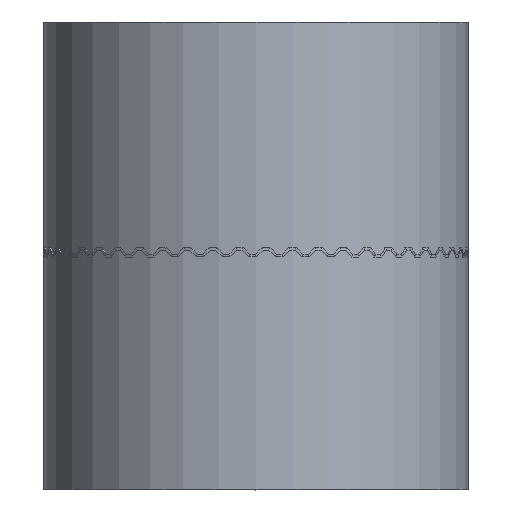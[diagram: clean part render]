
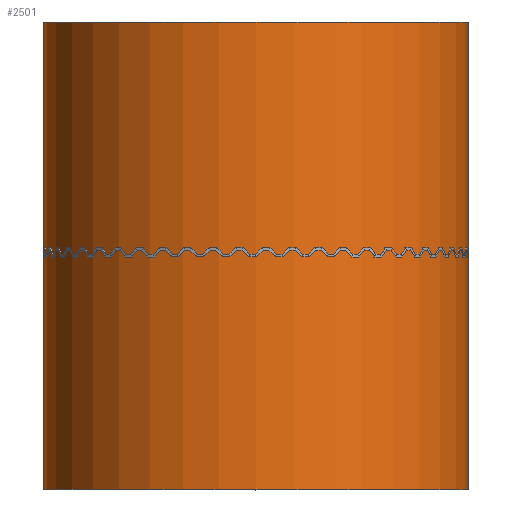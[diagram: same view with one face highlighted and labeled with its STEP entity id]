
A CAD part, top view. The second image highlights one B-rep face of the part: STEP entity #2501.
In plain terms, the highlighted cylindrical face has radius 318.31 mm (diameter 636.62 mm), a full revolution.
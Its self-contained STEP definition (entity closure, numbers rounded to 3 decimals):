
#2497=CYLINDRICAL_SURFACE('',#10525,318.31);
#2498=FACE_BOUND('',#4108,.T.);
#2499=FACE_BOUND('',#4109,.T.);
#2501=ADVANCED_FACE('',(#2498,#2499),#2497,.T.);
#4108=EDGE_LOOP('',(#4912));
#4109=EDGE_LOOP('',(#4913));
#4912=ORIENTED_EDGE('',*,*,#8918,.T.);
#4913=ORIENTED_EDGE('',*,*,#8917,.F.);
#8115=VERTEX_POINT('',#10541);
#8116=VERTEX_POINT('',#10544);
#8917=EDGE_CURVE('',#8115,#8115,#10519,.T.);
#8918=EDGE_CURVE('',#8116,#8116,#10520,.T.);
#10519=CIRCLE('',#10522,318.31);
#10520=CIRCLE('',#10524,318.31);
#10522=AXIS2_PLACEMENT_3D('',#10540,#10529,#10530);
#10524=AXIS2_PLACEMENT_3D('',#10543,#10533,#10534);
#10525=AXIS2_PLACEMENT_3D('',#10545,#10535,#10536);
#10529=DIRECTION('',(0.,-1.,0.));
#10530=DIRECTION('',(1.,0.,0.));
#10533=DIRECTION('',(0.,-1.,0.));
#10534=DIRECTION('',(1.,0.,0.));
#10535=DIRECTION('',(0.,-1.,0.));
#10536=DIRECTION('',(1.,0.,0.));
#10540=CARTESIAN_POINT('',(0.,-350.,-318.31));
#10541=CARTESIAN_POINT('',(318.31,-350.,-318.31));
#10543=CARTESIAN_POINT('',(0.,350.,-318.31));
#10544=CARTESIAN_POINT('',(318.31,350.,-318.31));
#10545=CARTESIAN_POINT('',(0.,350.,-318.31));
